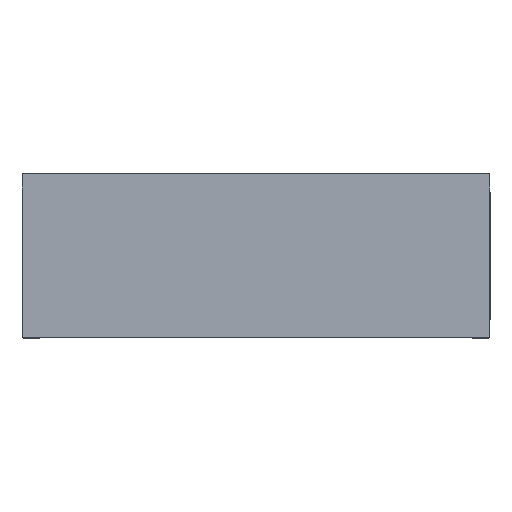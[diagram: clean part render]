
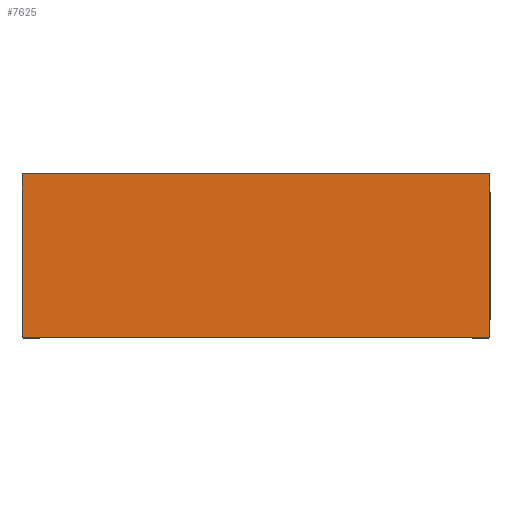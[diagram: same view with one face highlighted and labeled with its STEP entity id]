
A CAD part, top view. The second image highlights one B-rep face of the part: STEP entity #7625.
In plain terms, the highlighted planar face has unit normal (0, 0, 1).
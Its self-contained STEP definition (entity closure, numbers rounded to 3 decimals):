
#7625=ADVANCED_FACE('',(#12399),#12400,.T.);
#12399=FACE_OUTER_BOUND('',#19151,.T.);
#12400=PLANE('',#19152);
#19151=EDGE_LOOP('',(#26596,#26597,#26598,#26599));
#19152=AXIS2_PLACEMENT_3D('',#26600,#26601,#26602);
#26596=ORIENTED_EDGE('',*,*,#45962,.F.);
#26597=ORIENTED_EDGE('',*,*,#45965,.F.);
#26598=ORIENTED_EDGE('',*,*,#45957,.F.);
#26599=ORIENTED_EDGE('',*,*,#45953,.F.);
#26600=CARTESIAN_POINT('',(0.,0.,397.));
#26601=DIRECTION('',(0.0,0.0,1.0));
#26602=DIRECTION('',(1.0,0.0,0.0));
#45953=EDGE_CURVE('',#54204,#54206,#54207,.T.);
#45957=EDGE_CURVE('',#54206,#54212,#54213,.T.);
#45962=EDGE_CURVE('',#54219,#54204,#54221,.T.);
#45965=EDGE_CURVE('',#54212,#54219,#54224,.T.);
#54204=VERTEX_POINT('',#67073);
#54206=VERTEX_POINT('',#67076);
#54207=LINE('',#67077,#67078);
#54212=VERTEX_POINT('',#67085);
#54213=LINE('',#67086,#67087);
#54219=VERTEX_POINT('',#67095);
#54221=LINE('',#67098,#67099);
#54224=LINE('',#67103,#67104);
#67073=CARTESIAN_POINT('',(-500.,-175.,397.));
#67076=CARTESIAN_POINT('',(-500.,175.,397.));
#67077=CARTESIAN_POINT('',(-500.,0.,397.));
#67078=VECTOR('',#83988,1.0);
#67085=CARTESIAN_POINT('',(500.,175.,397.));
#67086=CARTESIAN_POINT('',(0.,175.,397.));
#67087=VECTOR('',#83991,1.0);
#67095=CARTESIAN_POINT('',(500.,-175.,397.));
#67098=CARTESIAN_POINT('',(0.,-175.,397.));
#67099=VECTOR('',#83995,1.0);
#67103=CARTESIAN_POINT('',(500.,0.,397.));
#67104=VECTOR('',#83997,1.0);
#83988=DIRECTION('',(0.0,1.0,0.0));
#83991=DIRECTION('',(1.0,0.0,0.0));
#83995=DIRECTION('',(-1.0,0.0,0.0));
#83997=DIRECTION('',(0.0,-1.0,0.0));
